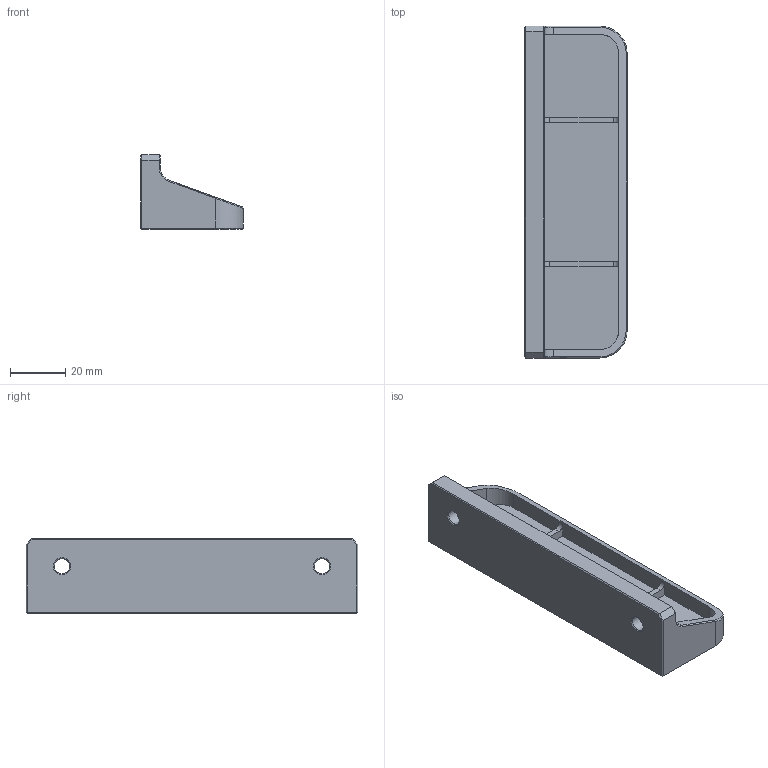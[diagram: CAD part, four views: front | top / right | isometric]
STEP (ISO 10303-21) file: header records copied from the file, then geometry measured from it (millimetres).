
FILE_DESCRIPTION(('FreeCAD Model'),'2;1');
FILE_NAME('Open CASCADE Shape Model','2025-11-16T22:40:46',(''),(''), 'Open CASCADE STEP processor 7.8','FreeCAD','Unknown');
FILE_SCHEMA(('AUTOMOTIVE_DESIGN { 1 0 10303 214 1 1 1 1 }'));
Length unit declared in the file: millimetre
Products named in the file (1): PorteInsert
Bounding box: 37 x 120 x 27 mm (x, y, z)
Volume: 36867.5 mm3; surface area: 18402.4 mm2
Topology: 1 solids, 1 shells, 63 faces, 153 edges, 92 vertices
Faces by surface type: plane 41, cylinder 12, cone 8, bspline 2
Full cylindrical faces by diameter (mm): 5.4 x2
Entity records: 1868 total; most frequent: CARTESIAN_POINT 369, ORIENTED_EDGE 306, DIRECTION 301, EDGE_CURVE 153, LINE 117, VECTOR 117, AXIS2_PLACEMENT_3D 92, VERTEX_POINT 92
